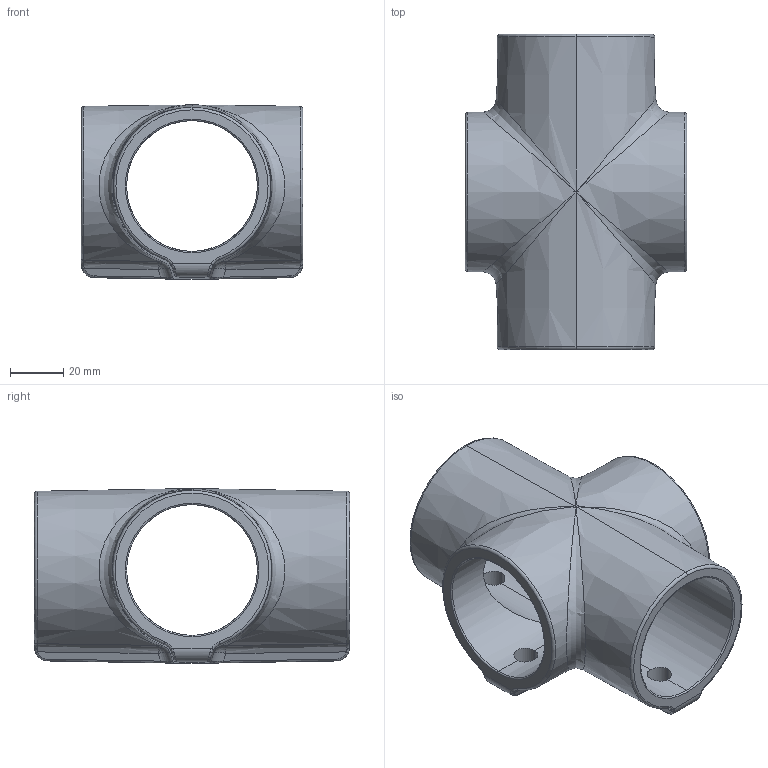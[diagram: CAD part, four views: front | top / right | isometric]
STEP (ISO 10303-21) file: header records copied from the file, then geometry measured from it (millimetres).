
FILE_DESCRIPTION (( 'STEP AP203' ), '1' );
FILE_NAME ('T194007.STEP', '2018-07-04T16:22:20', ( '' ), ( '' ), 'SwSTEP 2.0', 'SolidWorks 2016', '' );
FILE_SCHEMA (( 'CONFIG_CONTROL_DESIGN' ));
Length unit declared in the file: millimetre
Products named in the file (1): T194007
Bounding box: 83 x 118 x 65.5 mm (x, y, z)
Volume: 132917.9 mm3; surface area: 49415.3 mm2
Topology: 1 solids, 1 shells, 153 faces, 346 edges, 181 vertices
Faces by surface type: bspline 53, cylinder 32, plane 32, torus 14, cone 14, sphere 8
Entity records: 6420 total; most frequent: CARTESIAN_POINT 3487, ORIENTED_EDGE 676, DIRECTION 502, EDGE_CURVE 338, AXIS2_PLACEMENT_3D 208, VERTEX_POINT 181, EDGE_LOOP 161, FACE_OUTER_BOUND 153
